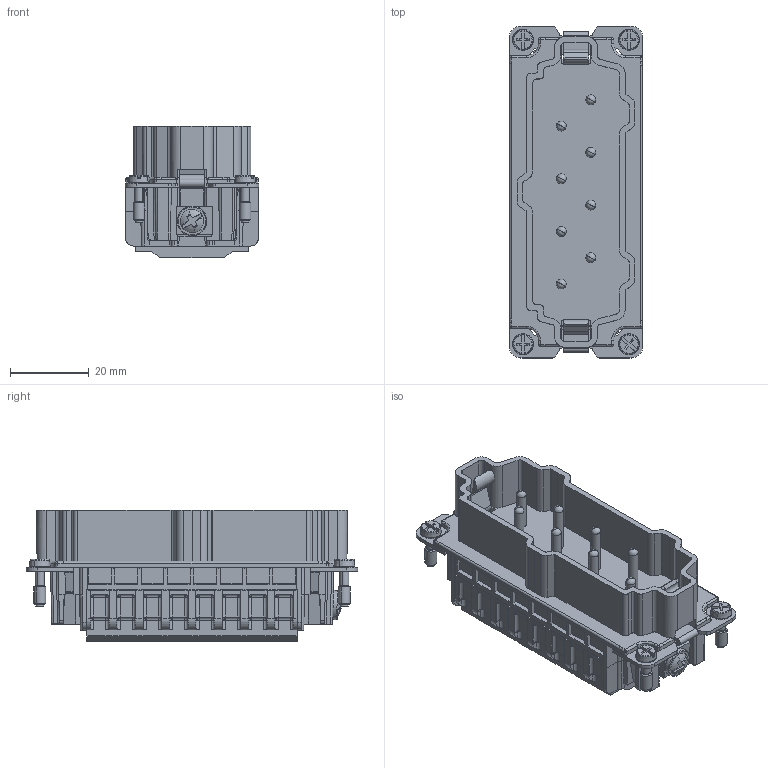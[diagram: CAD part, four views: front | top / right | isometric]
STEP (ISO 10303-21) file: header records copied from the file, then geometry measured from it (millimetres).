
FILE_DESCRIPTION(('CATIA V5 STEP Exchange','CAx-IF Rec.Pracs.--- Model Styling and Organization---1.4--- 2014-01-23'),'2;1');
FILE_NAME ('13466499_3_1967250000_1967250000.stp','2019-10-25T08:38:36+00:00',('none'),('Weidmueller'),'CATIA Version 5-6 Release 2016 SP3 HF44','CATIA V5 STEP AP214','none');
FILE_SCHEMA(('AUTOMOTIVE_DESIGN { 1 0 10303 214 1 1 1 1 }'));
Products named in the file (1): 1967250000
Bounding box: 34 x 84.5 x 33.5 mm (x, y, z)
Volume: 42092.7 mm3; surface area: 23084.4 mm2
Topology: 1 solids, 31 shells, 2136 faces, 6835 edges, 4639 vertices
Faces by surface type: plane 1258, cylinder 585, sphere 142, torus 82, cone 51, extrusion 10, bspline 8
Entity records: 72309 total; most frequent: CARTESIAN_POINT 17154, ORIENTED_EDGE 13394, DIRECTION 8540, EDGE_CURVE 6697, VERTEX_POINT 4639, VECTOR 4565, LINE 4555, AXIS2_PLACEMENT_3D 2670
